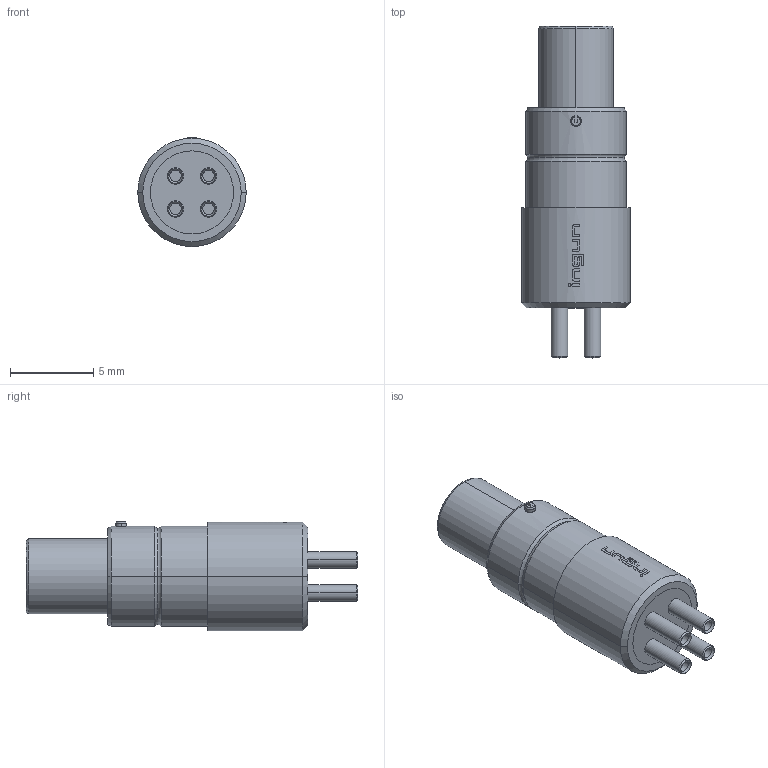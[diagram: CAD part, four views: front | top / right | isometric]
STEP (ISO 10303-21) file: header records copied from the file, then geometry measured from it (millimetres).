
FILE_DESCRIPTION (( 'STEP AP203' ), '1' );
FILE_NAME ('INGUN_SE-819-V2.STEP', '2022-05-18T06:38:55', ( 'ochi' ), ( '' ), 'SwSTEP 2.0', 'SolidWorks 2018', '' );
FILE_SCHEMA (( 'CONFIG_CONTROL_DESIGN' ));
Length unit declared in the file: millimetre
Products named in the file (1): INGUN_SE-819-V2
Bounding box: 6.5 x 19.9 x 6.55 mm (x, y, z)
Volume: 446.6 mm3; surface area: 438 mm2
Topology: 1 solids, 1 shells, 182 faces, 417 edges, 264 vertices
Faces by surface type: plane 54, cylinder 49, cone 41, bspline 34, torus 4
Entity records: 6191 total; most frequent: CARTESIAN_POINT 2362, ORIENTED_EDGE 834, DIRECTION 659, EDGE_CURVE 417, AXIS2_PLACEMENT_3D 284, VERTEX_POINT 264, EDGE_LOOP 209, B_SPLINE_CURVE_WITH_KNOTS 191
